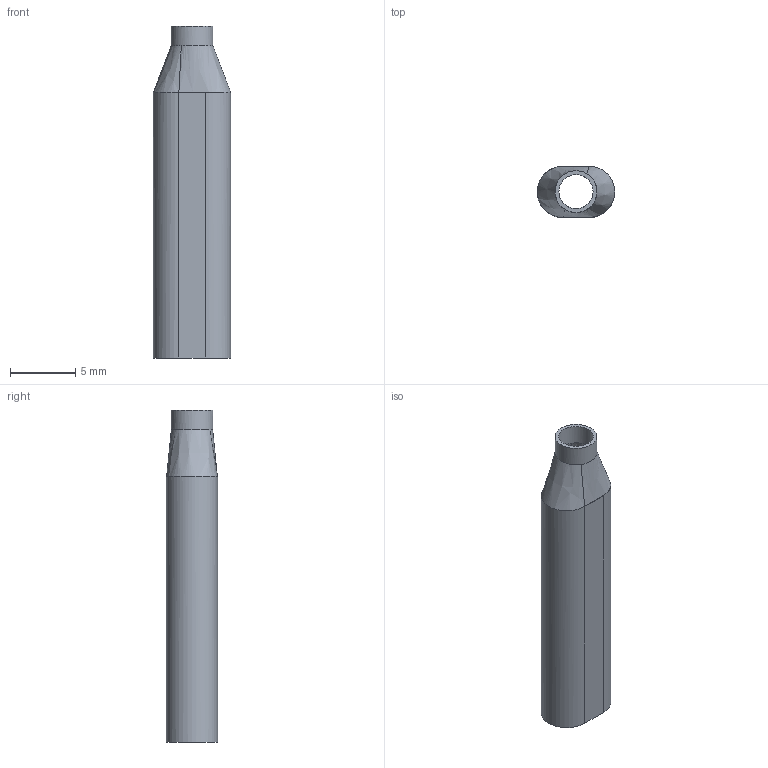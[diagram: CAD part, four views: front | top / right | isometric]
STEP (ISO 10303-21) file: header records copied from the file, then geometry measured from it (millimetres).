
FILE_DESCRIPTION(/* description */ (''),/* implementation_level */ '2;1');
FILE_NAME(/* name */ 'Bean Connector_v2.step',/* time_stamp */ '2023-05-23T22:29:30-06:00',/* author */ (''),/* organization */ (''),/* preprocessor_version */ 'ST-DEVELOPER v19.2',/* originating_system */ 'Autodesk Translation Framework v12.4.0.73',/* authorisation */ '');
FILE_SCHEMA (('AUTOMOTIVE_DESIGN { 1 0 10303 214 3 1 1 }'));
Length unit declared in the file: inch
Products named in the file (1): Bean Connector
Bounding box: 5.92 x 3.91 x 25.4 mm (x, y, z)
Volume: 113.3 mm3; surface area: 1191.5 mm2
Topology: 2 solids, 2 shells, 30 faces, 100 edges, 74 vertices
Faces by surface type: plane 16, cylinder 10, bspline 4
Full cylindrical faces by diameter (mm): 2.616 x1, 3.2 x1
Entity records: 2506 total; most frequent: CARTESIAN_POINT 1587, ORIENTED_EDGE 200, DIRECTION 162, EDGE_CURVE 100, VERTEX_POINT 74, AXIS2_PLACEMENT_3D 63, LINE 36, VECTOR 36
